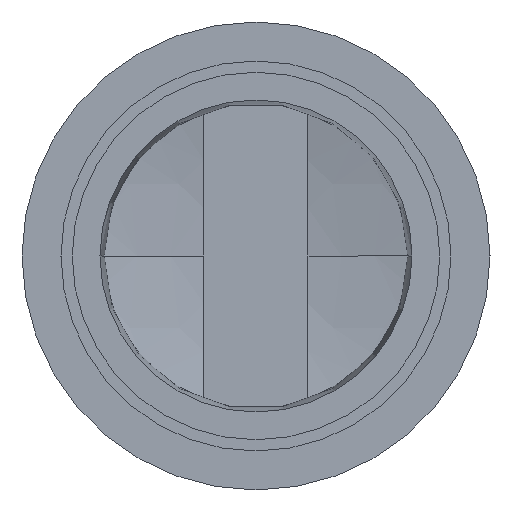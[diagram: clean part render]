
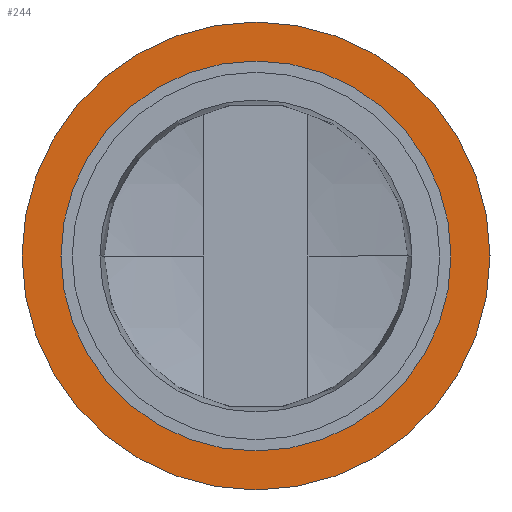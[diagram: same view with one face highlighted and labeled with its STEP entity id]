
A CAD part, front view. The second image highlights one B-rep face of the part: STEP entity #244.
In plain terms, the highlighted planar face has unit normal (0, -1, 0).
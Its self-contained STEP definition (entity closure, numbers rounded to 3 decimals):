
#30 = DIRECTION ( 'NONE',  ( -1., 0., 0. ) ) ;
#43 = DIRECTION ( 'NONE',  ( 0., 1., 0. ) ) ;
#46 = DIRECTION ( 'NONE',  ( -1., 0., 0. ) ) ;
#75 = VERTEX_POINT ( 'NONE', #82 ) ;
#82 = CARTESIAN_POINT ( 'NONE',  ( -10.6, 0.5, 0. ) ) ;
#88 = CARTESIAN_POINT ( 'NONE',  ( 0., 0.5, 0. ) ) ;
#110 = FACE_OUTER_BOUND ( 'NONE', #172, .T. ) ;
#125 = EDGE_CURVE ( 'NONE', #505, #448, #703, .T. ) ;
#127 = ORIENTED_EDGE ( 'NONE', *, *, #207, .F. ) ;
#167 = CARTESIAN_POINT ( 'NONE',  ( 0., 0.5, 0. ) ) ;
#172 = EDGE_LOOP ( 'NONE', ( #722, #127 ) ) ;
#198 = CIRCLE ( 'NONE', #540, 10.6 ) ;
#207 = EDGE_CURVE ( 'NONE', #448, #505, #502, .T. ) ;
#244 = ADVANCED_FACE ( 'NONE', ( #414, #110 ), #632, .T. ) ;
#246 = AXIS2_PLACEMENT_3D ( 'NONE', #780, #699, #847 ) ;
#252 = CARTESIAN_POINT ( 'NONE',  ( 0., 0.5, 0. ) ) ;
#267 = VERTEX_POINT ( 'NONE', #534 ) ;
#323 = DIRECTION ( 'NONE',  ( -1., 0., 0. ) ) ;
#340 = EDGE_CURVE ( 'NONE', #267, #75, #726, .T. ) ;
#350 = ORIENTED_EDGE ( 'NONE', *, *, #769, .T. ) ;
#380 = ORIENTED_EDGE ( 'NONE', *, *, #340, .T. ) ;
#414 = FACE_BOUND ( 'NONE', #581, .T. ) ;
#428 = DIRECTION ( 'NONE',  ( -1., 0., 0. ) ) ;
#448 = VERTEX_POINT ( 'NONE', #451 ) ;
#451 = CARTESIAN_POINT ( 'NONE',  ( 13.5, 0.5, 0. ) ) ;
#502 = CIRCLE ( 'NONE', #572, 13.5 ) ;
#505 = VERTEX_POINT ( 'NONE', #836 ) ;
#526 = AXIS2_PLACEMENT_3D ( 'NONE', #167, #43, #46 ) ;
#534 = CARTESIAN_POINT ( 'NONE',  ( 10.6, 0.5, 0. ) ) ;
#540 = AXIS2_PLACEMENT_3D ( 'NONE', #88, #750, #428 ) ;
#572 = AXIS2_PLACEMENT_3D ( 'NONE', #252, #641, #323 ) ;
#581 = EDGE_LOOP ( 'NONE', ( #350, #380 ) ) ;
#591 = AXIS2_PLACEMENT_3D ( 'NONE', #671, #741, #30 ) ;
#632 = PLANE ( 'NONE',  #246 ) ;
#641 = DIRECTION ( 'NONE',  ( 0., 1., 0. ) ) ;
#671 = CARTESIAN_POINT ( 'NONE',  ( 0., 0.5, 0. ) ) ;
#699 = DIRECTION ( 'NONE',  ( 0., -1., 0. ) ) ;
#703 = CIRCLE ( 'NONE', #526, 13.5 ) ;
#722 = ORIENTED_EDGE ( 'NONE', *, *, #125, .F. ) ;
#726 = CIRCLE ( 'NONE', #591, 10.6 ) ;
#741 = DIRECTION ( 'NONE',  ( 0., 1., 0. ) ) ;
#750 = DIRECTION ( 'NONE',  ( 0., 1., 0. ) ) ;
#769 = EDGE_CURVE ( 'NONE', #75, #267, #198, .T. ) ;
#780 = CARTESIAN_POINT ( 'NONE',  ( -10.6, 0.5, 0. ) ) ;
#836 = CARTESIAN_POINT ( 'NONE',  ( -13.5, 0.5, 0. ) ) ;
#847 = DIRECTION ( 'NONE',  ( 1., 0., 0. ) ) ;
